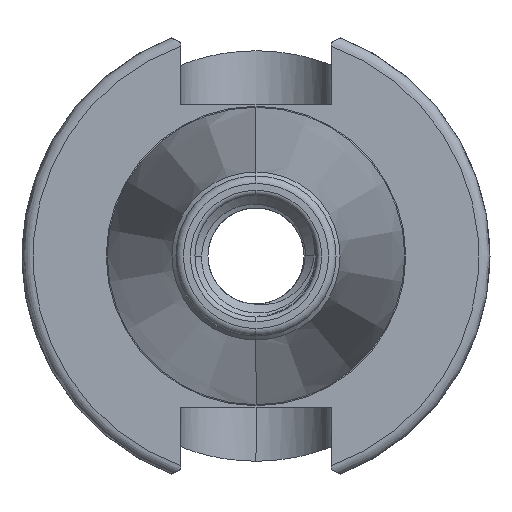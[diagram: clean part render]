
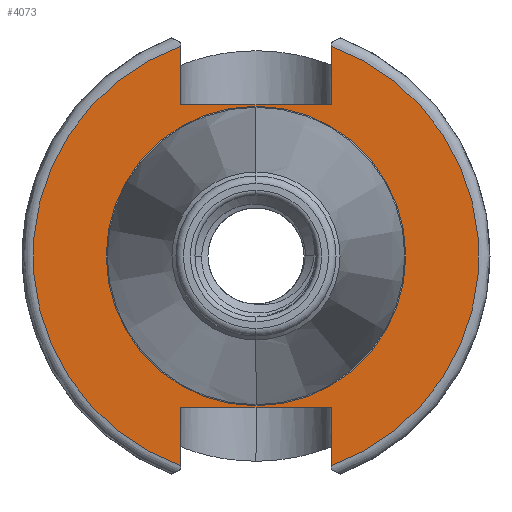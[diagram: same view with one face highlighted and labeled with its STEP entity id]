
A CAD part, left-side view. The second image highlights one B-rep face of the part: STEP entity #4073.
In plain terms, the highlighted planar face has unit normal (-1, 0, 0).
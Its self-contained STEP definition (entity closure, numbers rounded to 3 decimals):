
#102 = EDGE_CURVE ( 'NONE', #1149, #1077, #19256, .T. ) ;
#112 = EDGE_CURVE ( 'NONE', #975, #955, #19288, .T. ) ;
#119 = EDGE_CURVE ( 'NONE', #1108, #1086, #19263, .T. ) ;
#123 = EDGE_CURVE ( 'NONE', #1149, #1108, #19284, .T. ) ;
#135 = EDGE_CURVE ( 'NONE', #1138, #1111, #19270, .T. ) ;
#139 = EDGE_CURVE ( 'NONE', #1077, #1126, #19275, .T. ) ;
#145 = EDGE_CURVE ( 'NONE', #1086, #1105, #19283, .T. ) ;
#204 = EDGE_CURVE ( 'NONE', #1138, #1105, #16531, .T. ) ;
#209 = EDGE_CURVE ( 'NONE', #1111, #1126, #16554, .T. ) ;
#427 = EDGE_CURVE ( 'NONE', #955, #975, #9073, .T. ) ;
#499 = AXIS2_PLACEMENT_3D ( 'NONE', #17685, #17689, #17699 ) ;
#509 = AXIS2_PLACEMENT_3D ( 'NONE', #18564, #18587, #18592 ) ;
#513 = AXIS2_PLACEMENT_3D ( 'NONE', #17657, #17661, #17653 ) ;
#619 = AXIS2_PLACEMENT_3D ( 'NONE', #11607, #11625, #11598 ) ;
#799 = AXIS2_PLACEMENT_3D ( 'NONE', #3697, #3678, #3699 ) ;
#955 = VERTEX_POINT ( 'NONE', #10815 ) ;
#975 = VERTEX_POINT ( 'NONE', #10885 ) ;
#1077 = VERTEX_POINT ( 'NONE', #10988 ) ;
#1086 = VERTEX_POINT ( 'NONE', #10968 ) ;
#1105 = VERTEX_POINT ( 'NONE', #11019 ) ;
#1108 = VERTEX_POINT ( 'NONE', #11009 ) ;
#1111 = VERTEX_POINT ( 'NONE', #11040 ) ;
#1126 = VERTEX_POINT ( 'NONE', #11018 ) ;
#1138 = VERTEX_POINT ( 'NONE', #11024 ) ;
#1149 = VERTEX_POINT ( 'NONE', #11052 ) ;
#3678 = DIRECTION ( 'NONE',  ( 1., 0., 0. ) ) ;
#3690 = PLANE ( 'NONE',  #799 ) ;
#3697 = CARTESIAN_POINT ( 'NONE',  ( -4., 16.062, 0. ) ) ;
#3699 = DIRECTION ( 'NONE',  ( 0., 0., -1. ) ) ;
#4073 = ADVANCED_FACE ( 'NONE', ( #17772, #17778 ), #3690, .F. ) ;
#9073 = CIRCLE ( 'NONE', #619, 16.062 ) ;
#10815 = CARTESIAN_POINT ( 'NONE',  ( -4., 0., -16.062 ) ) ;
#10885 = CARTESIAN_POINT ( 'NONE',  ( -4., 0., 16.062 ) ) ;
#10968 = CARTESIAN_POINT ( 'NONE',  ( -4., 8.075, -16.2 ) ) ;
#10988 = CARTESIAN_POINT ( 'NONE',  ( -4., 8.075, 16.2 ) ) ;
#11009 = CARTESIAN_POINT ( 'NONE',  ( -4., 8.075, -22.495 ) ) ;
#11018 = CARTESIAN_POINT ( 'NONE',  ( -4., -8.075, 16.2 ) ) ;
#11019 = CARTESIAN_POINT ( 'NONE',  ( -4., -8.075, -16.2 ) ) ;
#11024 = CARTESIAN_POINT ( 'NONE',  ( -4., -8.075, -22.495 ) ) ;
#11040 = CARTESIAN_POINT ( 'NONE',  ( -4., -8.075, 22.495 ) ) ;
#11052 = CARTESIAN_POINT ( 'NONE',  ( -4., 8.075, 22.495 ) ) ;
#11598 = DIRECTION ( 'NONE',  ( 0., 0., 1. ) ) ;
#11607 = CARTESIAN_POINT ( 'NONE',  ( -4., 0., 0. ) ) ;
#11625 = DIRECTION ( 'NONE',  ( -1., 0., 0. ) ) ;
#13211 = ORIENTED_EDGE ( 'NONE', *, *, #209, .T. ) ;
#13217 = ORIENTED_EDGE ( 'NONE', *, *, #119, .T. ) ;
#13220 = ORIENTED_EDGE ( 'NONE', *, *, #145, .T. ) ;
#13225 = ORIENTED_EDGE ( 'NONE', *, *, #102, .F. ) ;
#13228 = ORIENTED_EDGE ( 'NONE', *, *, #139, .F. ) ;
#13231 = ORIENTED_EDGE ( 'NONE', *, *, #123, .T. ) ;
#13233 = ORIENTED_EDGE ( 'NONE', *, *, #427, .F. ) ;
#13245 = ORIENTED_EDGE ( 'NONE', *, *, #204, .F. ) ;
#13252 = ORIENTED_EDGE ( 'NONE', *, *, #112, .F. ) ;
#13256 = ORIENTED_EDGE ( 'NONE', *, *, #135, .T. ) ;
#16531 = LINE ( 'NONE', #16948, #16536 ) ;
#16536 = VECTOR ( 'NONE', #16949, 1000. ) ;
#16546 = VECTOR ( 'NONE', #17221, 1000. ) ;
#16554 = LINE ( 'NONE', #17206, #16546 ) ;
#16948 = CARTESIAN_POINT ( 'NONE',  ( -4., -8.075, -25.1 ) ) ;
#16949 = DIRECTION ( 'NONE',  ( 0., 0., 1. ) ) ;
#17206 = CARTESIAN_POINT ( 'NONE',  ( -4., -8.075, 25.1 ) ) ;
#17221 = DIRECTION ( 'NONE',  ( 0., 0., -1. ) ) ;
#17575 = DIRECTION ( 'NONE',  ( 0., 0., 1. ) ) ;
#17592 = CARTESIAN_POINT ( 'NONE',  ( -4., 8.075, -25.1 ) ) ;
#17653 = DIRECTION ( 'NONE',  ( 0., 0., 1. ) ) ;
#17657 = CARTESIAN_POINT ( 'NONE',  ( -4., 0., 0. ) ) ;
#17661 = DIRECTION ( 'NONE',  ( -1., 0., 0. ) ) ;
#17685 = CARTESIAN_POINT ( 'NONE',  ( -4., 0., 0. ) ) ;
#17687 = CARTESIAN_POINT ( 'NONE',  ( -4., -8.075, 16.2 ) ) ;
#17689 = DIRECTION ( 'NONE',  ( -1., 0., 0. ) ) ;
#17699 = DIRECTION ( 'NONE',  ( 0., 0., 1. ) ) ;
#17704 = DIRECTION ( 'NONE',  ( 0., -1., 0. ) ) ;
#17713 = CARTESIAN_POINT ( 'NONE',  ( -4., -8.075, -16.2 ) ) ;
#17752 = DIRECTION ( 'NONE',  ( 0., -1., 0. ) ) ;
#17772 = FACE_OUTER_BOUND ( 'NONE', #19105, .T. ) ;
#17778 = FACE_BOUND ( 'NONE', #19117, .T. ) ;
#18511 = CARTESIAN_POINT ( 'NONE',  ( -4., 8.075, 25.1 ) ) ;
#18521 = DIRECTION ( 'NONE',  ( 0., 0., -1. ) ) ;
#18564 = CARTESIAN_POINT ( 'NONE',  ( -4., 0., 0. ) ) ;
#18587 = DIRECTION ( 'NONE',  ( -1., 0., 0. ) ) ;
#18592 = DIRECTION ( 'NONE',  ( 0., 0., 1. ) ) ;
#19105 = EDGE_LOOP ( 'NONE', ( #13231, #13217, #13220, #13245, #13256, #13211, #13228, #13225 ) ) ;
#19117 = EDGE_LOOP ( 'NONE', ( #13252, #13233 ) ) ;
#19199 = VECTOR ( 'NONE', #17752, 1000. ) ;
#19243 = VECTOR ( 'NONE', #18521, 1000. ) ;
#19256 = LINE ( 'NONE', #18511, #19243 ) ;
#19263 = LINE ( 'NONE', #17592, #19266 ) ;
#19266 = VECTOR ( 'NONE', #17575, 1000. ) ;
#19270 = CIRCLE ( 'NONE', #499, 23.9 ) ;
#19275 = LINE ( 'NONE', #17687, #19279 ) ;
#19279 = VECTOR ( 'NONE', #17704, 1000. ) ;
#19283 = LINE ( 'NONE', #17713, #19199 ) ;
#19284 = CIRCLE ( 'NONE', #513, 23.9 ) ;
#19288 = CIRCLE ( 'NONE', #509, 16.062 ) ;
